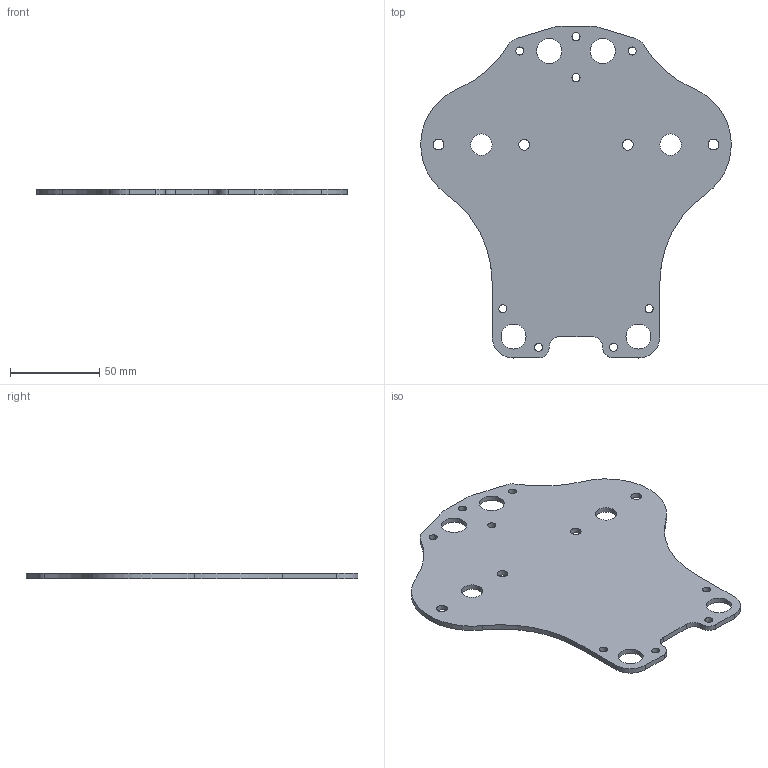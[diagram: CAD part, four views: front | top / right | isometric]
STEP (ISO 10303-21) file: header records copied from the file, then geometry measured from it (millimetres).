
FILE_DESCRIPTION(/* description */ (''),/* implementation_level */ '2;1');
FILE_NAME(/* name */ '2023.000.011 - Нервюра.stp',/* time_stamp */ '2023-11-01T20:46:06+03:00',/* author */ (''),/* organization */ (''),/* preprocessor_version */ 'ST-DEVELOPER v16.7',/* originating_system */ 'SIEMENS PLM Software NX 12.0',/* authorisation */ '');
FILE_SCHEMA (('AUTOMOTIVE_DESIGN { 1 0 10303 214 3 1 1 1 }'));
Length unit declared in the file: millimetre
Products named in the file (1): 2023.000.011 - Нервюра
Bounding box: 173.98 x 186 x 3 mm (x, y, z)
Volume: 61576.9 mm3; surface area: 44168.8 mm2
Topology: 1 solids, 1 shells, 44 faces, 126 edges, 84 vertices
Faces by surface type: cylinder 30, plane 10, extrusion 4
Full cylindrical faces by diameter (mm): 4.5 x8, 6 x4, 12 x2, 14 x4
Entity records: 1484 total; most frequent: CARTESIAN_POINT 273, DIRECTION 246, ORIENTED_EDGE 216, EDGE_CURVE 108, AXIS2_PLACEMENT_3D 101, EDGE_LOOP 98, VERTEX_POINT 84, FACE_BOUND 74
